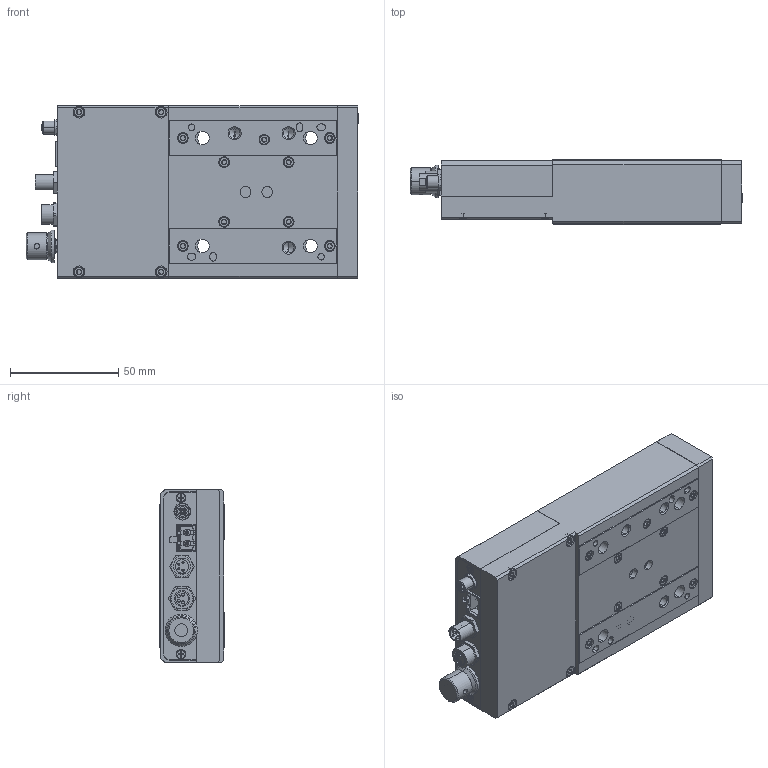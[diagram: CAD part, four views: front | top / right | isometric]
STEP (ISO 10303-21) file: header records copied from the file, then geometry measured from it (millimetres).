
FILE_DESCRIPTION (( 'STEP AP214' ), '1' );
FILE_NAME ('X-DMQ12L-AE55D12.STEP', '2023-01-18T01:49:33', ( '' ), ( '' ), 'SwSTEP 2.0', 'SolidWorks 2019', '' );
FILE_SCHEMA (( 'AUTOMOTIVE_DESIGN' ));
Length unit declared in the file: millimetre
Products named in the file (26): DMQ Sirius Housing; Terminal Block, 5.0 02 pin; DMQ Base_Customer facing; X-DMQ12L-AE55D12; Nut, M8 Connector_Female; Screw M2.5 SHCS_05mm; Connector, M8_Male; DMQ Rail Holder; knob_LA; Sirius PCB_GEN7; Nut, M8 Connector_Male; Sirius_GEN7_Vertical Light Pipes, Customer Facing; Sirius heatsink insulator; Screw M2 Flat Phillips_04mm; Light pipe, vertical_Round End; Connector, M8_Female; Screw M2.5 SHCS_14mm; Screw M3 SHCS_05mm; Screw M2.5 SHCS_08mm; DMQ blank endplate; DMQ Stage Top_Customer facing; UHMW-main-cover-v2-0; DMQ Sirius Faceplate; Screw M2.5 SHCS_10mm; Connector, M5, female, rear panel mount; Encoder_Switch
Assembly tree (52 placements, depth 3):
  X-DMQ12L-AE55D12
    Screw M2.5 SHCS_10mm  x8
    Screw M2 Flat Phillips_04mm  x2
    Screw M3 SHCS_05mm  x2
    Screw M2.5 SHCS_05mm  x7
    Screw M2.5 SHCS_14mm  x9
    Screw M2.5 SHCS_08mm  x4
    DMQ Stage Top_Customer facing
    DMQ Base_Customer facing
    DMQ Rail Holder
    DMQ blank endplate
    UHMW-main-cover-v2-0
    DMQ Sirius Housing
    DMQ Sirius Faceplate
    Sirius_GEN7_Vertical Light Pipes, Customer Facing
      Sirius PCB_GEN7
      Encoder_Switch
      knob_LA
      Connector, M8_Female
      Connector, M8_Male
      Terminal Block, 5.0 02 pin
      Nut, M8 Connector_Female
      Nut, M8 Connector_Male
      Light pipe, vertical_Round End  x2
      Sirius heatsink insulator
    Connector, M5, female, rear panel mount
Bounding box: 153.7 x 29.95 x 80 mm (x, y, z)
Volume: 230731.1 mm3; surface area: 105158.2 mm2
Topology: 57 solids, 61 shells, 2912 faces, 7004 edges, 4349 vertices
Faces by surface type: plane 1215, cylinder 998, cone 641, torus 52, sphere 4, bspline 2
Entity records: 71222 total; most frequent: CARTESIAN_POINT 12776, DIRECTION 11784, ORIENTED_EDGE 11042, EDGE_CURVE 5521, AXIS2_PLACEMENT_3D 4394, VERTEX_POINT 3558, LINE 2996, VECTOR 2996
